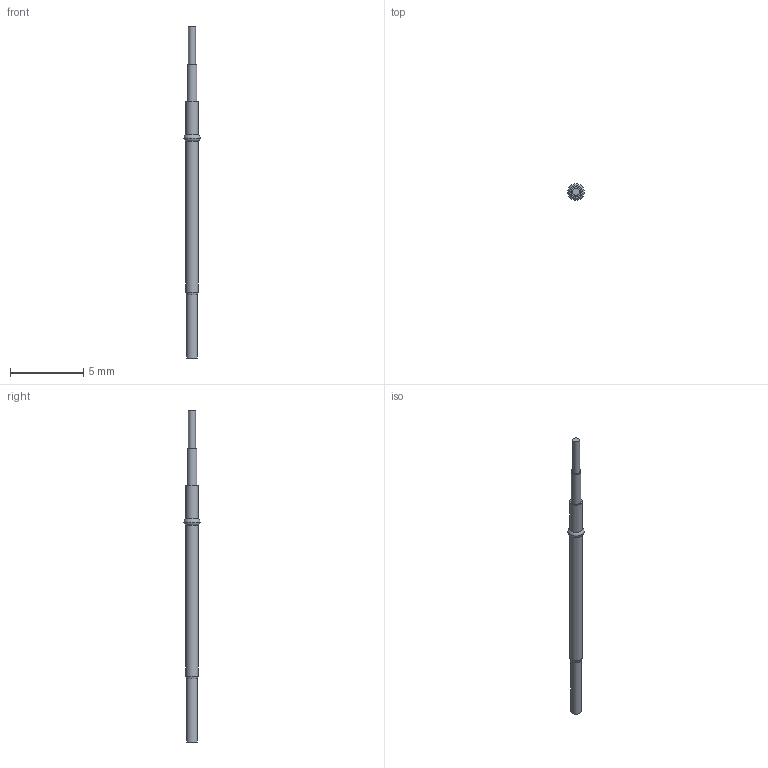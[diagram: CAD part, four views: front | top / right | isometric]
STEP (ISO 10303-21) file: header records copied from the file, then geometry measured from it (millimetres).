
FILE_DESCRIPTION(('R50-2W7-P50-A3'),'2;1');
FILE_NAME('Pogopin R50-2W7 socket with P50-A3 pin.','2021-04-17T23:38:30',('Mario DE WEERD'),(''),(' '),'FreeCAD','CC-BY-CA');
FILE_SCHEMA(('AUTOMOTIVE_DESIGN_CC2 { 1 2 10303 214 -1 1 5 4 }'));
Length unit declared in the file: millimetre
Products named in the file (4): R50-2W7-P50-A3
Assembly tree (3 placements, depth 2):
  R50-2W7-P50-A3
    R50-2W7-P50-A3
    R50-2W7-P50-A3
    R50-2W7-P50-A3
Bounding box: 1.11 x 1.11 x 22.65 mm (x, y, z)
Volume: 8.4 mm3; surface area: 129.8 mm2
Topology: 3 solids, 3 shells, 21 faces, 31 edges, 18 vertices
Faces by surface type: cylinder 8, plane 8, cone 3, torus 2
Full cylindrical faces by diameter (mm): 0.48 x1, 0.5 x1, 0.68 x2, 0.7 x1, 0.75 x1, 0.86 x2
Entity records: 920 total; most frequent: DIRECTION 159, CARTESIAN_POINT 140, ORIENTED_EDGE 62, PCURVE 62, DEFINITIONAL_REPRESENTATION 62, LINE 59, VECTOR 59, AXIS2_PLACEMENT_3D 45
